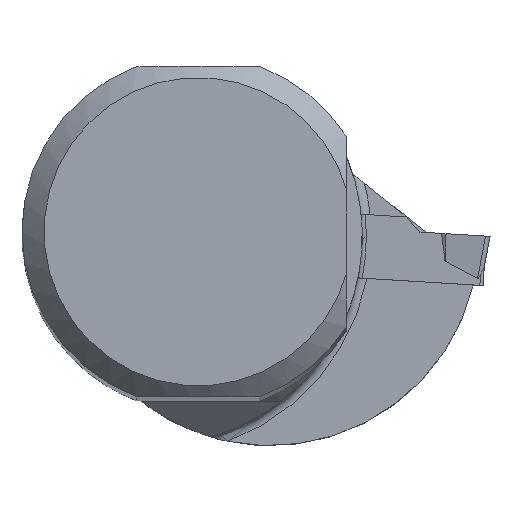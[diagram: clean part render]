
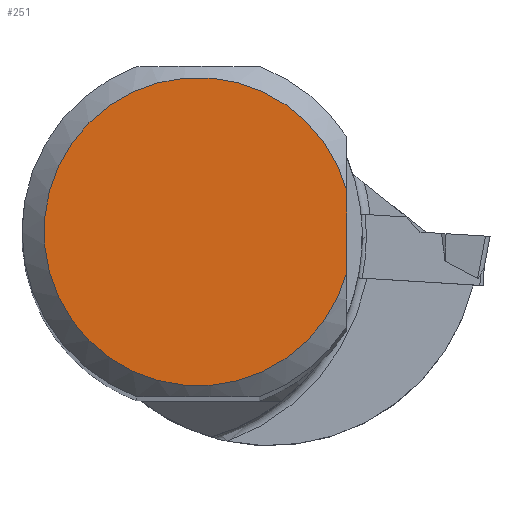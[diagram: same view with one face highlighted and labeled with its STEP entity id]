
A CAD part, top view. The second image highlights one B-rep face of the part: STEP entity #251.
In plain terms, the highlighted planar face has unit normal (0, 0, 1).
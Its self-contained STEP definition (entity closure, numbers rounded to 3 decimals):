
#251=ADVANCED_FACE('',(#360),#312,.F.);
#312=PLANE('',#1616);
#360=FACE_OUTER_BOUND('',#436,.T.);
#436=EDGE_LOOP('',(#646,#647));
#503=CIRCLE('',#1607,14.);
#646=ORIENTED_EDGE('',*,*,#1171,.T.);
#647=ORIENTED_EDGE('',*,*,#1115,.T.);
#969=VERTEX_POINT('',#2113);
#970=VERTEX_POINT('',#2115);
#1115=EDGE_CURVE('',#970,#969,#1320,.T.);
#1171=EDGE_CURVE('',#969,#970,#503,.T.);
#1320=LINE('',#2114,#1420);
#1420=VECTOR('',#1730,1.);
#1607=AXIS2_PLACEMENT_3D('',#2330,#1805,#1806);
#1616=AXIS2_PLACEMENT_3D('',#2352,#1825,#1826);
#1730=DIRECTION('',(0.,1.,0.));
#1805=DIRECTION('',(0.,0.,1.));
#1806=DIRECTION('',(0.,1.,0.));
#1825=DIRECTION('',(0.,0.,-1.));
#1826=DIRECTION('',(0.,1.,0.));
#2113=CARTESIAN_POINT('',(13.5,3.708,0.));
#2114=CARTESIAN_POINT('',(13.5,-50.,0.));
#2115=CARTESIAN_POINT('',(13.5,-3.708,0.));
#2330=CARTESIAN_POINT('',(0.,0.,0.));
#2352=CARTESIAN_POINT('',(0.,0.,0.));
